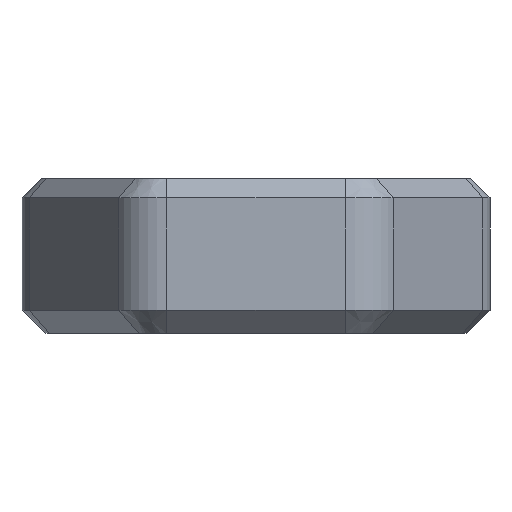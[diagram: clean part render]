
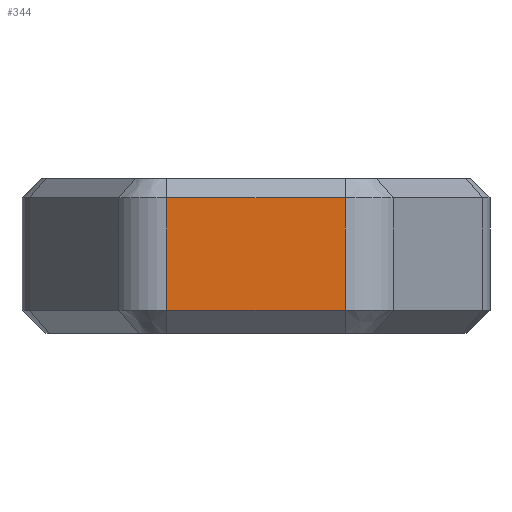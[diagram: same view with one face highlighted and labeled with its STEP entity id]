
A CAD part, left-side view. The second image highlights one B-rep face of the part: STEP entity #344.
In plain terms, the highlighted planar face has unit normal (-1, 0, 0).
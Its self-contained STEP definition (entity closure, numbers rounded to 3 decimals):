
#47 = LINE ( 'NONE', #861, #996 ) ;
#65 = VERTEX_POINT ( 'NONE', #1079 ) ;
#84 = ORIENTED_EDGE ( 'NONE', *, *, #2039, .T. ) ;
#133 = VERTEX_POINT ( 'NONE', #2291 ) ;
#197 = VECTOR ( 'NONE', #636, 1000. ) ;
#340 = EDGE_LOOP ( 'NONE', ( #1003, #1670, #2346, #84 ) ) ;
#344 = ADVANCED_FACE ( 'NONE', ( #429 ), #995, .F. ) ;
#356 = EDGE_CURVE ( 'NONE', #644, #65, #2401, .T. ) ;
#380 = CARTESIAN_POINT ( 'NONE',  ( -35.85, 37.619, -9. ) ) ;
#429 = FACE_OUTER_BOUND ( 'NONE', #340, .T. ) ;
#454 = VECTOR ( 'NONE', #658, 1000. ) ;
#586 = CARTESIAN_POINT ( 'NONE',  ( -35.85, 28.381, -9. ) ) ;
#636 = DIRECTION ( 'NONE',  ( 0., 0., -1. ) ) ;
#644 = VERTEX_POINT ( 'NONE', #2332 ) ;
#658 = DIRECTION ( 'NONE',  ( 0., 0., -1. ) ) ;
#692 = DIRECTION ( 'NONE',  ( 0., 1., 0. ) ) ;
#751 = CARTESIAN_POINT ( 'NONE',  ( -35.85, 28.381, -15.8 ) ) ;
#861 = CARTESIAN_POINT ( 'NONE',  ( -35.85, 37.619, -10. ) ) ;
#940 = LINE ( 'NONE', #1150, #2308 ) ;
#995 = PLANE ( 'NONE',  #1768 ) ;
#996 = VECTOR ( 'NONE', #692, 1000. ) ;
#1003 = ORIENTED_EDGE ( 'NONE', *, *, #1029, .F. ) ;
#1029 = EDGE_CURVE ( 'NONE', #133, #2450, #1661, .T. ) ;
#1079 = CARTESIAN_POINT ( 'NONE',  ( -35.85, 37.619, -15.8 ) ) ;
#1150 = CARTESIAN_POINT ( 'NONE',  ( -35.85, 28.381, -15.8 ) ) ;
#1230 = DIRECTION ( 'NONE',  ( 1., 0., 0. ) ) ;
#1452 = CARTESIAN_POINT ( 'NONE',  ( -35.85, 28.381, -9. ) ) ;
#1661 = LINE ( 'NONE', #1452, #454 ) ;
#1670 = ORIENTED_EDGE ( 'NONE', *, *, #1926, .T. ) ;
#1768 = AXIS2_PLACEMENT_3D ( 'NONE', #586, #1230, #2629 ) ;
#1926 = EDGE_CURVE ( 'NONE', #133, #644, #47, .T. ) ;
#1971 = DIRECTION ( 'NONE',  ( 0., -1., 0. ) ) ;
#2039 = EDGE_CURVE ( 'NONE', #65, #2450, #940, .T. ) ;
#2291 = CARTESIAN_POINT ( 'NONE',  ( -35.85, 28.381, -10. ) ) ;
#2308 = VECTOR ( 'NONE', #1971, 1000. ) ;
#2332 = CARTESIAN_POINT ( 'NONE',  ( -35.85, 37.619, -10. ) ) ;
#2346 = ORIENTED_EDGE ( 'NONE', *, *, #356, .T. ) ;
#2401 = LINE ( 'NONE', #380, #197 ) ;
#2450 = VERTEX_POINT ( 'NONE', #751 ) ;
#2629 = DIRECTION ( 'NONE',  ( 0., 1., 0. ) ) ;
